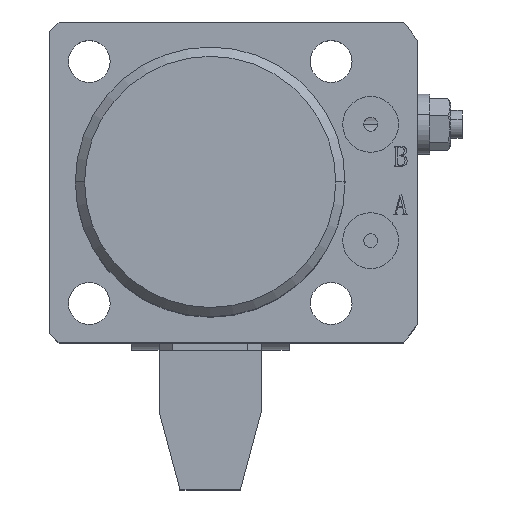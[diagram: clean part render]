
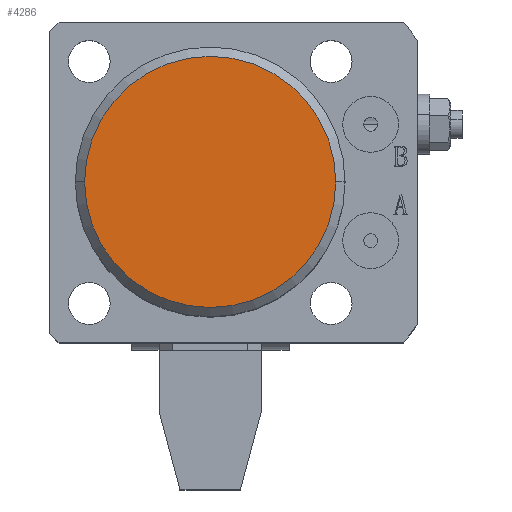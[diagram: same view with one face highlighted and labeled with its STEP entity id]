
A CAD part, top view. The second image highlights one B-rep face of the part: STEP entity #4286.
In plain terms, the highlighted planar face has unit normal (0, 0, 1).
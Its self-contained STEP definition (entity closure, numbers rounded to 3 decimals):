
#756 = CARTESIAN_POINT ( 'NONE',  ( 0., 0., 90. ) ) ;
#758 = PLANE ( 'NONE',  #8645 ) ;
#761 = DIRECTION ( 'NONE',  ( 0., 0., 1. ) ) ;
#762 = DIRECTION ( 'NONE',  ( 1., 0., 0. ) ) ;
#1495 = CIRCLE ( 'NONE', #5526, 27. ) ;
#3983 = CIRCLE ( 'NONE', #5642, 27. ) ;
#4286 = ADVANCED_FACE ( 'NONE', ( #6688 ), #758, .T. ) ;
#5033 = CARTESIAN_POINT ( 'NONE',  ( 0., 0., 90. ) ) ;
#5034 = DIRECTION ( 'NONE',  ( 0., 0., 1. ) ) ;
#5035 = DIRECTION ( 'NONE',  ( 1., 0., 0. ) ) ;
#5526 = AXIS2_PLACEMENT_3D ( 'NONE', #6582, #6583, #6584 ) ;
#5642 = AXIS2_PLACEMENT_3D ( 'NONE', #5033, #5034, #5035 ) ;
#6302 = CARTESIAN_POINT ( 'NONE',  ( -27., 0., 90. ) ) ;
#6303 = CARTESIAN_POINT ( 'NONE',  ( 27., 0., 90. ) ) ;
#6582 = CARTESIAN_POINT ( 'NONE',  ( 0., 0., 90. ) ) ;
#6583 = DIRECTION ( 'NONE',  ( 0., 0., 1. ) ) ;
#6584 = DIRECTION ( 'NONE',  ( 1., 0., 0. ) ) ;
#6688 = FACE_OUTER_BOUND ( 'NONE', #7054, .T. ) ;
#7054 = EDGE_LOOP ( 'NONE', ( #7442, #7441 ) ) ;
#7231 = VERTEX_POINT ( 'NONE', #6302 ) ;
#7232 = VERTEX_POINT ( 'NONE', #6303 ) ;
#7441 = ORIENTED_EDGE ( 'NONE', *, *, #8420, .T. ) ;
#7442 = ORIENTED_EDGE ( 'NONE', *, *, #8055, .T. ) ;
#8055 = EDGE_CURVE ( 'NONE', #7231, #7232, #1495, .T. ) ;
#8420 = EDGE_CURVE ( 'NONE', #7232, #7231, #3983, .T. ) ;
#8645 = AXIS2_PLACEMENT_3D ( 'NONE', #756, #761, #762 ) ;
